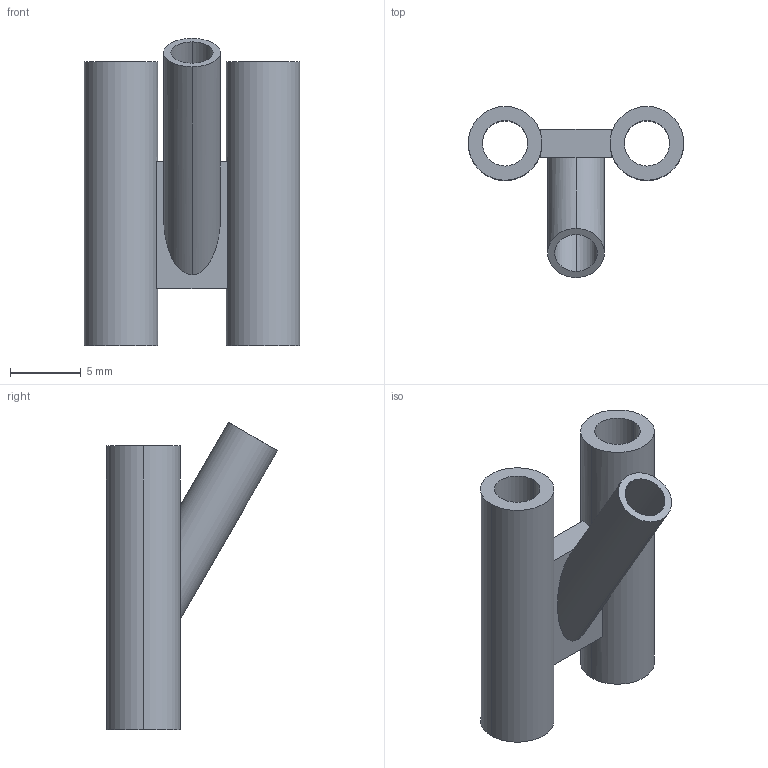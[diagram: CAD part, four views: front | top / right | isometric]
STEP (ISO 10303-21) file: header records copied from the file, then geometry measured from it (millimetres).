
FILE_DESCRIPTION (( 'STEP AP203' ), '1' );
FILE_NAME ('drone_antenna_holder_test_Défaut_sldprt.STEP', '2021-02-07T17:36:38', ( '' ), ( '' ), 'SwSTEP 2.0', 'SolidWorks 2019', '' );
FILE_SCHEMA (( 'CONFIG_CONTROL_DESIGN' ));
Length unit declared in the file: millimetre
Products named in the file (1): drone_antenna_holder_test_Défaut_sldprt
Bounding box: 15.2 x 12.06 x 21.66 mm (x, y, z)
Volume: 662.7 mm3; surface area: 1499.9 mm2
Topology: 1 solids, 1 shells, 25 faces, 70 edges, 46 vertices
Faces by surface type: plane 13, cylinder 12
Entity records: 905 total; most frequent: CARTESIAN_POINT 160, DIRECTION 144, ORIENTED_EDGE 140, EDGE_CURVE 70, AXIS2_PLACEMENT_3D 54, VERTEX_POINT 46, LINE 36, VECTOR 36
